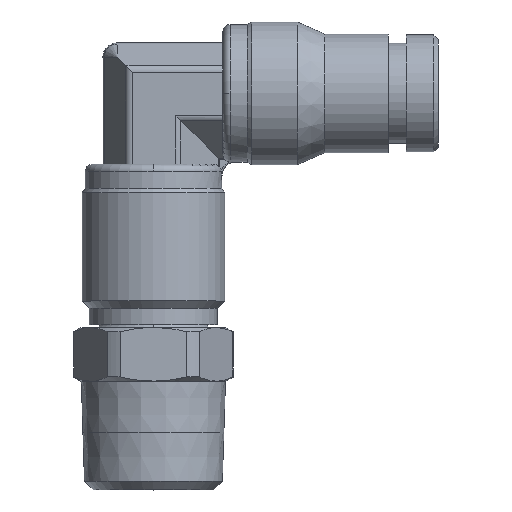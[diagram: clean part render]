
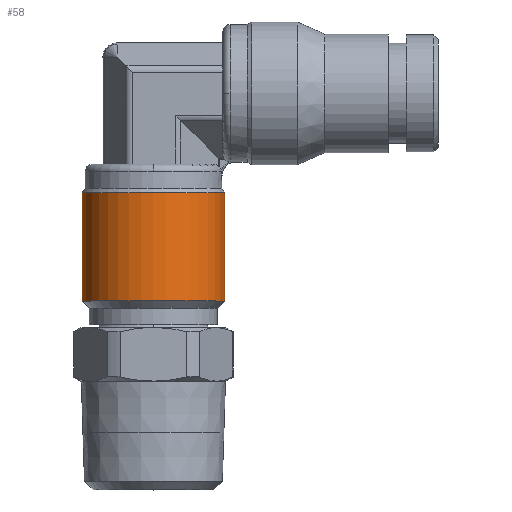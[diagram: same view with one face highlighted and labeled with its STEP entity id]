
A CAD part, top view. The second image highlights one B-rep face of the part: STEP entity #58.
In plain terms, the highlighted cylindrical face has radius 4.922 mm (diameter 9.844 mm), a partial arc.
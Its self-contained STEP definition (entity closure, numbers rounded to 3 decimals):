
#58=ADVANCED_FACE('',(#211),#212,.T.);
#211=FACE_OUTER_BOUND('',#503,.T.);
#212=CYLINDRICAL_SURFACE('',#504,4.922);
#503=EDGE_LOOP('',(#863,#864,#865,#866));
#504=AXIS2_PLACEMENT_3D('',#867,#868,#869);
#863=ORIENTED_EDGE('',*,*,#1907,.F.);
#864=ORIENTED_EDGE('',*,*,#1908,.T.);
#865=ORIENTED_EDGE('',*,*,#1909,.F.);
#866=ORIENTED_EDGE('',*,*,#1904,.F.);
#867=CARTESIAN_POINT('',(-19.664,-10.6,0.0));
#868=DIRECTION('',(0.,1.0,0.0));
#869=DIRECTION('',(-1.0,0.,0.0));
#1904=EDGE_CURVE('',#2273,#2276,#2277,.T.);
#1907=EDGE_CURVE('',#2281,#2273,#2282,.T.);
#1908=EDGE_CURVE('',#2281,#2283,#2284,.T.);
#1909=EDGE_CURVE('',#2276,#2283,#2285,.T.);
#2273=VERTEX_POINT('',#2923);
#2276=VERTEX_POINT('',#2927);
#2277=CIRCLE('',#2928,4.922);
#2281=VERTEX_POINT('',#2933);
#2282=LINE('',#2934,#2935);
#2283=VERTEX_POINT('',#2936);
#2284=CIRCLE('',#2937,4.922);
#2285=LINE('',#2938,#2939);
#2923=CARTESIAN_POINT('',(-24.586,-6.865,0.0));
#2927=CARTESIAN_POINT('',(-14.742,-6.865,0.));
#2928=AXIS2_PLACEMENT_3D('',#4182,#4183,#4184);
#2933=CARTESIAN_POINT('',(-24.586,-14.336,0.0));
#2934=CARTESIAN_POINT('',(-24.586,-10.6,0.));
#2935=VECTOR('',#4189,1.0);
#2936=CARTESIAN_POINT('',(-14.742,-14.336,0.));
#2937=AXIS2_PLACEMENT_3D('',#4190,#4191,#4192);
#2938=CARTESIAN_POINT('',(-14.742,-10.6,0.));
#2939=VECTOR('',#4193,1.0);
#4182=CARTESIAN_POINT('',(-19.664,-6.865,0.0));
#4183=DIRECTION('',(0.,1.0,0.0));
#4184=DIRECTION('',(-1.0,0.,0.0));
#4189=DIRECTION('',(0.,1.0,0.0));
#4190=CARTESIAN_POINT('',(-19.664,-14.336,0.0));
#4191=DIRECTION('',(0.,1.0,0.0));
#4192=DIRECTION('',(-1.0,0.,0.0));
#4193=DIRECTION('',(0.,-1.0,-0.0));
